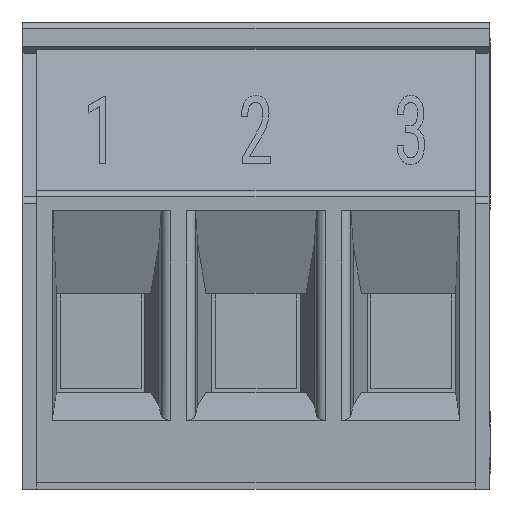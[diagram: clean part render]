
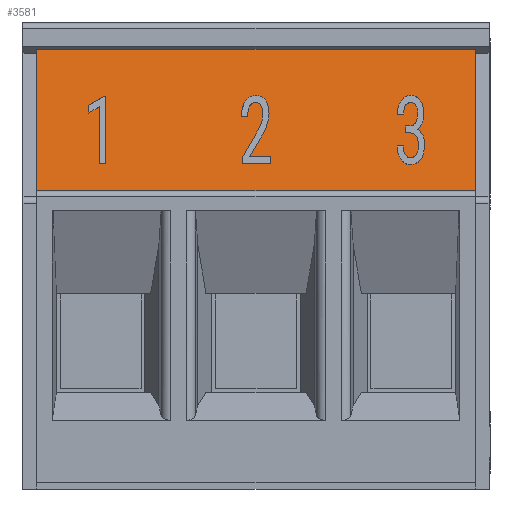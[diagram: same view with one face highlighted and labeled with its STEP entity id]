
A CAD part, front view. The second image highlights one B-rep face of the part: STEP entity #3581.
In plain terms, the highlighted planar face has unit normal (0, -0.985, 0.174).
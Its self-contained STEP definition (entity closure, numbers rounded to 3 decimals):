
#3581=ADVANCED_FACE('',(#8925),#8926,.T.);
#4535=EDGE_CURVE('',#10423,#10426,#10427,.T.);
#6663=EDGE_CURVE('',#10423,#13220,#13221,.T.);
#6721=EDGE_CURVE('',#10426,#13288,#13289,.T.);
#6723=EDGE_CURVE('',#13220,#13288,#13291,.T.);
#8925=FACE_OUTER_BOUND('',#15936,.T.);
#8926=PLANE('',#15937);
#10423=VERTEX_POINT('',#18098);
#10426=VERTEX_POINT('',#18103);
#10427=LINE('',#18104,#18105);
#13220=VERTEX_POINT('',#22924);
#13221=LINE('',#22925,#22926);
#13288=VERTEX_POINT('',#23048);
#13289=LINE('',#23049,#23050);
#13291=LINE('',#23053,#23054);
#15936=EDGE_LOOP('',(#29332,#29333,#29334,#29335));
#15937=AXIS2_PLACEMENT_3D('',#29336,#29337,#29338);
#18098=CARTESIAN_POINT('',(14.55,0.872,14.15));
#18103=CARTESIAN_POINT('',(14.55,0.07,9.6));
#18104=CARTESIAN_POINT('',(14.55,0.872,14.15));
#18105=VECTOR('',#31460,1.0);
#22924=CARTESIAN_POINT('',(0.45,0.872,14.15));
#22925=CARTESIAN_POINT('',(2.5,0.872,14.15));
#22926=VECTOR('',#32738,1.0);
#23048=CARTESIAN_POINT('',(0.45,0.07,9.6));
#23049=CARTESIAN_POINT('',(2.5,0.07,9.6));
#23050=VECTOR('',#32771,1.0);
#23053=CARTESIAN_POINT('',(0.45,0.872,14.15));
#23054=VECTOR('',#32772,1.0);
#29332=ORIENTED_EDGE('',*,*,#6721,.F.);
#29333=ORIENTED_EDGE('',*,*,#4535,.F.);
#29334=ORIENTED_EDGE('',*,*,#6663,.T.);
#29335=ORIENTED_EDGE('',*,*,#6723,.T.);
#29336=CARTESIAN_POINT('',(0.399,0.892,14.264));
#29337=DIRECTION('',(0.0,-0.985,0.174));
#29338=DIRECTION('',(-1.0,0.0,0.0));
#31460=DIRECTION('',(0.0,-0.174,-0.985));
#32738=DIRECTION('',(-1.0,0.0,0.0));
#32771=DIRECTION('',(-1.0,0.0,0.0));
#32772=DIRECTION('',(0.0,-0.174,-0.985));
